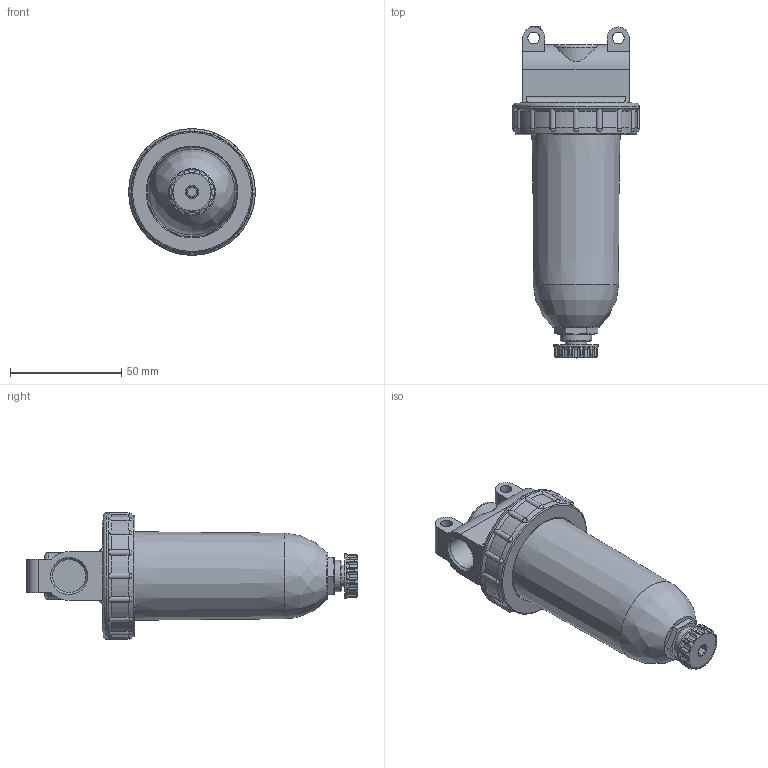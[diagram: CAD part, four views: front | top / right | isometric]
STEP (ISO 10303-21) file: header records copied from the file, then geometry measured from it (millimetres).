
FILE_DESCRIPTION( ( 'STEP AP203' ), '1' );
FILE_NAME( '9_1112_00_050_0V_2_03.stp', ' ', ( ' ' ), ( ' ' ), 'PSStep 15.0.47', 'PARTsolutions', ' ' );
FILE_SCHEMA( ( 'CONFIG_CONTROL_DESIGN' ) );
Length unit declared in the file: millimetre
Products named in the file (3): 9.1112.00.050.0V; _640.126 K-HA-1; _640.126 K-HA0-3
Assembly tree (2 placements, depth 2):
  9.1112.00.050.0V
    _640.126 K-HA-1
    _640.126 K-HA0-3
Bounding box: 57 x 149.4 x 57 mm (x, y, z)
Volume: 159136.8 mm3; surface area: 26496.8 mm2
Topology: 2 solids, 2 shells, 227 faces, 587 edges, 376 vertices
Faces by surface type: cylinder 109, plane 48, cone 36, torus 17, sphere 16, bspline 1
Full cylindrical faces by diameter (mm): 4 x1, 5.3 x2, 9.728 x1, 14 x1, 14.95 x2, 20 x1, 50 x1, 57 x1
Entity records: 8198 total; most frequent: CARTESIAN_POINT 2932, ORIENTED_EDGE 1116, DIRECTION 991, EDGE_CURVE 558, AXIS2_PLACEMENT_3D 408, VERTEX_POINT 369, EDGE_LOOP 265, FACE_OUTER_BOUND 241
